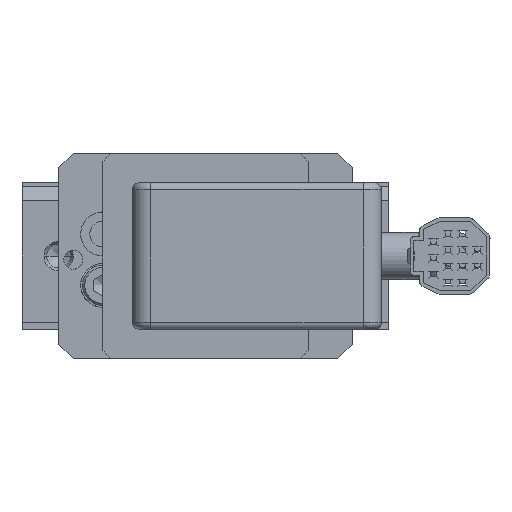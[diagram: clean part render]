
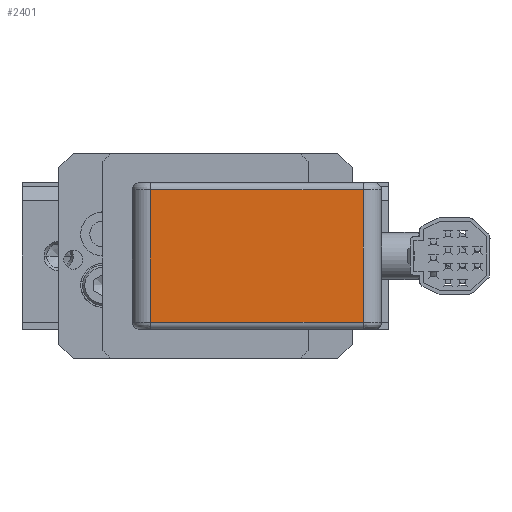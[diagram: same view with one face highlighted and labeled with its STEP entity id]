
A CAD part, left-side view. The second image highlights one B-rep face of the part: STEP entity #2401.
In plain terms, the highlighted planar face has unit normal (-1, 0, 0).
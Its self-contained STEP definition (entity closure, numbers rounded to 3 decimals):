
#2401=ADVANCED_FACE('',(#24264),#24263,.T.);
#24263=PLANE('',#40173);
#24264=FACE_OUTER_BOUND('',#40174,.T.);
#40170=CARTESIAN_POINT('',(-135.,-24.4,-0.801));
#40171=DIRECTION('',(-1.,0.,0.));
#40172=DIRECTION('',(0.,0.,1.));
#40173=AXIS2_PLACEMENT_3D('',#40170,#40171,#40172);
#40174=EDGE_LOOP('',(#51386,#51387,#51388,#51389));
#51386=ORIENTED_EDGE('',*,*,#57004,.T.);
#51387=ORIENTED_EDGE('',*,*,#56999,.T.);
#51388=ORIENTED_EDGE('',*,*,#57005,.T.);
#51389=ORIENTED_EDGE('',*,*,#56988,.T.);
#56988=EDGE_CURVE('',#90874,#90902,#90909,.T.);
#56999=EDGE_CURVE('',#90969,#90941,#90983,.T.);
#57004=EDGE_CURVE('',#90902,#90969,#91015,.T.);
#57005=EDGE_CURVE('',#90941,#90874,#91021,.T.);
#90874=VERTEX_POINT('',#113581);
#90902=VERTEX_POINT('',#113601);
#90909=LINE('',#113606,#113607);
#90941=VERTEX_POINT('',#113626);
#90969=VERTEX_POINT('',#113646);
#90983=LINE('',#113655,#113656);
#91015=LINE('',#113675,#113676);
#91021=LINE('',#113678,#113679);
#113581=CARTESIAN_POINT('',(-135.,-21.5,18.999));
#113601=CARTESIAN_POINT('',(-135.,7.5,19.));
#113606=CARTESIAN_POINT('',(-135.,-21.5,18.999));
#113607=VECTOR('',#113608,29.);
#113608=DIRECTION('',(0.,1.,0.));
#113626=CARTESIAN_POINT('',(-135.,-21.5,0.999));
#113646=CARTESIAN_POINT('',(-135.,7.5,1.));
#113655=CARTESIAN_POINT('',(-135.,7.5,1.));
#113656=VECTOR('',#113657,29.);
#113657=DIRECTION('',(0.,-1.,0.));
#113675=CARTESIAN_POINT('',(-135.,7.5,19.));
#113676=VECTOR('',#113677,18.);
#113677=DIRECTION('',(0.,0.,-1.));
#113678=CARTESIAN_POINT('',(-135.,-21.5,0.999));
#113679=VECTOR('',#113680,18.);
#113680=DIRECTION('',(0.,0.,1.));
